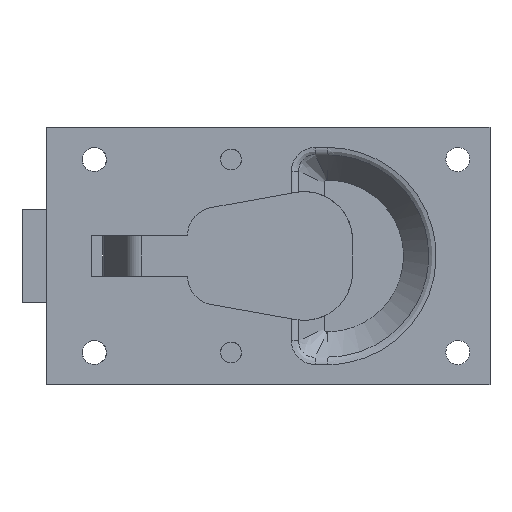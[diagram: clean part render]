
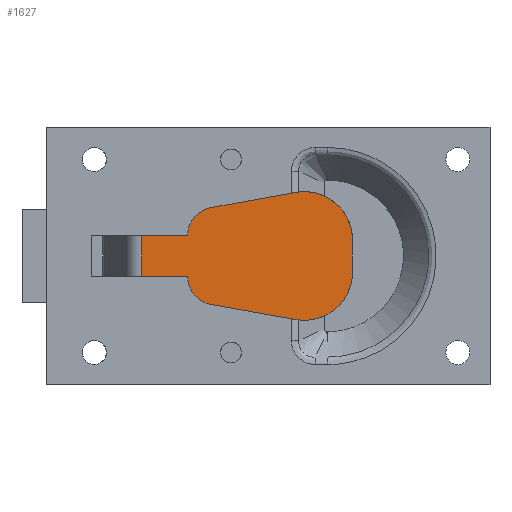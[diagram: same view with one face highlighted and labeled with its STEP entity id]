
A CAD part, front view. The second image highlights one B-rep face of the part: STEP entity #1627.
In plain terms, the highlighted free-form (B-spline) face has degree [1, 1] with [2, 2] control points.
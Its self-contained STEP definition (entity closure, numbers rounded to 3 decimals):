
#1344=CARTESIAN_POINT('',(1.062,-2.0,2.5));
#1345=VERTEX_POINT('',#1344);
#1368=CARTESIAN_POINT('',(1.062,-2.0,-2.5));
#1369=VERTEX_POINT('',#1368);
#1383=CARTESIAN_POINT('',(1.062,-2.0,2.5));
#1384=CARTESIAN_POINT('',(1.062,-2.0,-2.5));
#1385=QUASI_UNIFORM_CURVE('',1,(#1383,#1384),.UNSPECIFIED.,.F.,.U.);
#1386=EDGE_CURVE('',#1345,#1369,#1385,.T.);
#1508=CARTESIAN_POINT('',(-0.249,-2.0,8.799));
#1509=CARTESIAN_POINT('',(28.611,-2.0,8.799));
#1510=CARTESIAN_POINT('',(-0.249,-2.0,-8.799));
#1511=CARTESIAN_POINT('',(28.611,-2.0,-8.799));
#1512=B_SPLINE_SURFACE_WITH_KNOTS('',1,1,((#1508,#1510),(#1509,#1511)),.UNSPECIFIED.,.F.,.F.,.U.,(2,2),(2,2),(0.0,28.859),(0.0,17.598),.UNSPECIFIED.);
#1513=CARTESIAN_POINT('',(6.8,-2.0,-2.5));
#1514=VERTEX_POINT('',#1513);
#1515=CARTESIAN_POINT('',(1.062,-2.0,-2.5));
#1516=CARTESIAN_POINT('',(6.8,-2.0,-2.5));
#1517=QUASI_UNIFORM_CURVE('',1,(#1515,#1516),.UNSPECIFIED.,.F.,.U.);
#1518=EDGE_CURVE('',#1369,#1514,#1517,.T.);
#1519=ORIENTED_EDGE('',*,*,#1518,.T.);
#1520=CARTESIAN_POINT('',(6.8,-2.0,-2.571));
#1521=VERTEX_POINT('',#1520);
#1522=CARTESIAN_POINT('',(6.8,-2.0,-2.5));
#1523=CARTESIAN_POINT('',(6.8,-2.0,-2.571));
#1524=QUASI_UNIFORM_CURVE('',1,(#1522,#1523),.UNSPECIFIED.,.F.,.U.);
#1525=EDGE_CURVE('',#1514,#1521,#1524,.T.);
#1526=ORIENTED_EDGE('',*,*,#1525,.T.);
#1527=CARTESIAN_POINT('',(9.675,-2.0,-6.015));
#1528=VERTEX_POINT('',#1527);
#1529=CARTESIAN_POINT('',(6.8,-2.0,-2.571));
#1530=CARTESIAN_POINT('',(6.8,-2.,-5.493));
#1531=CARTESIAN_POINT('',(9.675,-2.0,-6.015));
#1539=(BOUNDED_CURVE()B_SPLINE_CURVE(2,(#1529,#1530,#1531),.UNSPECIFIED.,.F.,.U.)CURVE()GEOMETRIC_REPRESENTATION_ITEM()QUASI_UNIFORM_CURVE()RATIONAL_B_SPLINE_CURVE((1.0,0.768,1.0))REPRESENTATION_ITEM(''));
#1540=EDGE_CURVE('',#1521,#1528,#1539,.T.);
#1541=ORIENTED_EDGE('',*,*,#1540,.T.);
#1542=CARTESIAN_POINT('',(20.253,-2.0,-7.908));
#1543=VERTEX_POINT('',#1542);
#1544=CARTESIAN_POINT('',(9.675,-2.0,-6.015));
#1545=CARTESIAN_POINT('',(20.253,-2.0,-7.908));
#1546=QUASI_UNIFORM_CURVE('',1,(#1544,#1545),.UNSPECIFIED.,.F.,.U.);
#1547=EDGE_CURVE('',#1528,#1543,#1546,.T.);
#1548=ORIENTED_EDGE('',*,*,#1547,.T.);
#1549=CARTESIAN_POINT('',(27.3,-2.0,-2.0));
#1550=VERTEX_POINT('',#1549);
#1551=CARTESIAN_POINT('',(20.253,-2.0,-7.908));
#1552=CARTESIAN_POINT('',(23.009,-2.0,-8.397));
#1553=CARTESIAN_POINT('',(25.155,-2.0,-6.598));
#1554=CARTESIAN_POINT('',(27.3,-2.0,-4.8));
#1555=CARTESIAN_POINT('',(27.3,-2.0,-2.0));
#1563=(BOUNDED_CURVE()B_SPLINE_CURVE(2,(#1551,#1552,#1553,#1554,#1555),.UNSPECIFIED.,.F.,.U.)B_SPLINE_CURVE_WITH_KNOTS((3,2,3),(0.0,0.5,1.0),.UNSPECIFIED.)CURVE()GEOMETRIC_REPRESENTATION_ITEM()RATIONAL_B_SPLINE_CURVE((1.0,0.906,1.0,0.906,1.0))REPRESENTATION_ITEM(''));
#1564=EDGE_CURVE('',#1543,#1550,#1563,.T.);
#1565=ORIENTED_EDGE('',*,*,#1564,.T.);
#1566=CARTESIAN_POINT('',(27.3,-2.0,2.0));
#1567=VERTEX_POINT('',#1566);
#1568=CARTESIAN_POINT('',(27.3,-2.0,-2.0));
#1569=CARTESIAN_POINT('',(27.3,-2.0,2.0));
#1570=QUASI_UNIFORM_CURVE('',1,(#1568,#1569),.UNSPECIFIED.,.F.,.U.);
#1571=EDGE_CURVE('',#1550,#1567,#1570,.T.);
#1572=ORIENTED_EDGE('',*,*,#1571,.T.);
#1573=CARTESIAN_POINT('',(20.243,-2.0,7.906));
#1574=VERTEX_POINT('',#1573);
#1575=CARTESIAN_POINT('',(27.3,-2.0,2.0));
#1576=CARTESIAN_POINT('',(27.3,-2.,4.803));
#1577=CARTESIAN_POINT('',(25.151,-2.0,6.601));
#1578=CARTESIAN_POINT('',(23.002,-2.,8.4));
#1579=CARTESIAN_POINT('',(20.243,-2.0,7.906));
#1587=(BOUNDED_CURVE()B_SPLINE_CURVE(2,(#1575,#1576,#1577,#1578,#1579),.UNSPECIFIED.,.F.,.U.)B_SPLINE_CURVE_WITH_KNOTS((3,2,3),(0.0,0.5,1.0),.UNSPECIFIED.)CURVE()GEOMETRIC_REPRESENTATION_ITEM()RATIONAL_B_SPLINE_CURVE((1.0,0.906,1.0,0.906,1.0))REPRESENTATION_ITEM(''));
#1588=EDGE_CURVE('',#1567,#1574,#1587,.T.);
#1589=ORIENTED_EDGE('',*,*,#1588,.T.);
#1590=CARTESIAN_POINT('',(9.687,-2.0,6.017));
#1591=VERTEX_POINT('',#1590);
#1592=CARTESIAN_POINT('',(20.243,-2.0,7.906));
#1593=CARTESIAN_POINT('',(9.687,-2.0,6.017));
#1594=QUASI_UNIFORM_CURVE('',1,(#1592,#1593),.UNSPECIFIED.,.F.,.U.);
#1595=EDGE_CURVE('',#1574,#1591,#1594,.T.);
#1596=ORIENTED_EDGE('',*,*,#1595,.T.);
#1597=CARTESIAN_POINT('',(6.8,-2.0,2.571));
#1598=VERTEX_POINT('',#1597);
#1599=CARTESIAN_POINT('',(9.687,-2.0,6.017));
#1600=CARTESIAN_POINT('',(6.8,-2.,5.503));
#1601=CARTESIAN_POINT('',(6.8,-2.0,2.571));
#1609=(BOUNDED_CURVE()B_SPLINE_CURVE(2,(#1599,#1600,#1601),.UNSPECIFIED.,.F.,.U.)CURVE()GEOMETRIC_REPRESENTATION_ITEM()QUASI_UNIFORM_CURVE()RATIONAL_B_SPLINE_CURVE((1.0,0.767,1.0))REPRESENTATION_ITEM(''));
#1610=EDGE_CURVE('',#1591,#1598,#1609,.T.);
#1611=ORIENTED_EDGE('',*,*,#1610,.T.);
#1612=CARTESIAN_POINT('',(6.8,-2.0,2.5));
#1613=VERTEX_POINT('',#1612);
#1614=CARTESIAN_POINT('',(6.8,-2.0,2.571));
#1615=CARTESIAN_POINT('',(6.8,-2.0,2.5));
#1616=QUASI_UNIFORM_CURVE('',1,(#1614,#1615),.UNSPECIFIED.,.F.,.U.);
#1617=EDGE_CURVE('',#1598,#1613,#1616,.T.);
#1618=ORIENTED_EDGE('',*,*,#1617,.T.);
#1619=CARTESIAN_POINT('',(6.8,-2.0,2.5));
#1620=CARTESIAN_POINT('',(1.062,-2.0,2.5));
#1621=QUASI_UNIFORM_CURVE('',1,(#1619,#1620),.UNSPECIFIED.,.F.,.U.);
#1622=EDGE_CURVE('',#1613,#1345,#1621,.T.);
#1623=ORIENTED_EDGE('',*,*,#1622,.T.);
#1624=ORIENTED_EDGE('',*,*,#1386,.T.);
#1625=EDGE_LOOP('',(#1519,#1526,#1541,#1548,#1565,#1572,#1589,#1596,#1611,#1618,#1623,#1624));
#1626=FACE_OUTER_BOUND('',#1625,.T.);
#1627=ADVANCED_FACE('',(#1626),#1512,.F.);
